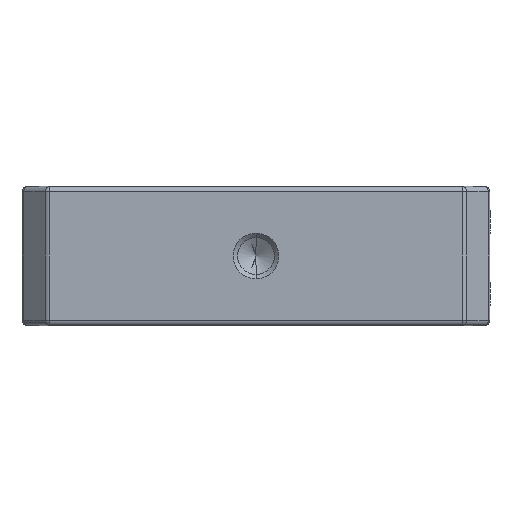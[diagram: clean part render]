
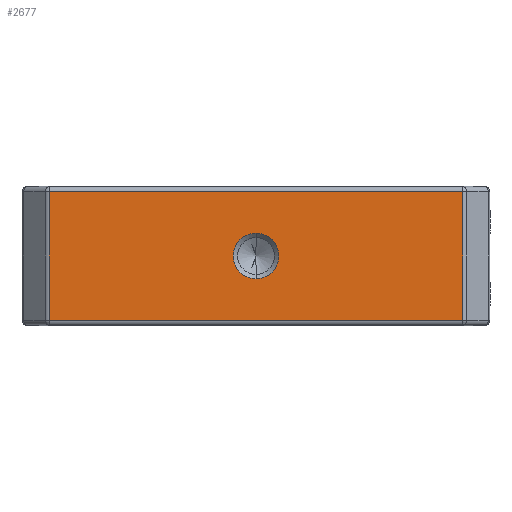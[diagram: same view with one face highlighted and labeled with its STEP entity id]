
A CAD part, front view. The second image highlights one B-rep face of the part: STEP entity #2677.
In plain terms, the highlighted planar face has unit normal (0, -1, 0).
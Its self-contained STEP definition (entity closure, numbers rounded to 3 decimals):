
#616 = VECTOR ( 'NONE', #12547, 1000. ) ;
#1874 = CARTESIAN_POINT ( 'NONE',  ( 14.643, -20.378, -5.75 ) ) ;
#2677 = ADVANCED_FACE ( 'NONE', ( #23071, #5061 ), #9350, .F. ) ;
#3579 = LINE ( 'NONE', #1874, #18742 ) ;
#3604 = CIRCLE ( 'NONE', #16014, 2.05 ) ;
#4035 = DIRECTION ( 'NONE',  ( -1., 0., 0. ) ) ;
#4062 = EDGE_LOOP ( 'NONE', ( #10388, #24190 ) ) ;
#4074 = EDGE_CURVE ( 'NONE', #18573, #17461, #24445, .T. ) ;
#4186 = DIRECTION ( 'NONE',  ( 0., 0., 1. ) ) ;
#4251 = EDGE_CURVE ( 'NONE', #14340, #12060, #5602, .T. ) ;
#4504 = EDGE_CURVE ( 'NONE', #20631, #18573, #19586, .T. ) ;
#5061 = FACE_OUTER_BOUND ( 'NONE', #9363, .T. ) ;
#5602 = CIRCLE ( 'NONE', #21320, 2.05 ) ;
#5877 = LINE ( 'NONE', #14321, #12227 ) ;
#7487 = DIRECTION ( 'NONE',  ( -1., 0., 0. ) ) ;
#8784 = ORIENTED_EDGE ( 'NONE', *, *, #12550, .T. ) ;
#9202 = EDGE_CURVE ( 'NONE', #12060, #14340, #3604, .T. ) ;
#9350 = PLANE ( 'NONE',  #19632 ) ;
#9363 = EDGE_LOOP ( 'NONE', ( #13159, #15701, #8784, #16214 ) ) ;
#10388 = ORIENTED_EDGE ( 'NONE', *, *, #4251, .T. ) ;
#12004 = CARTESIAN_POINT ( 'NONE',  ( 14.436, -20.378, -5.75 ) ) ;
#12060 = VERTEX_POINT ( 'NONE', #25332 ) ;
#12227 = VECTOR ( 'NONE', #4186, 1000. ) ;
#12547 = DIRECTION ( 'NONE',  ( 0., 0., -1. ) ) ;
#12550 = EDGE_CURVE ( 'NONE', #17461, #14409, #3579, .T. ) ;
#13159 = ORIENTED_EDGE ( 'NONE', *, *, #4504, .T. ) ;
#13320 = CARTESIAN_POINT ( 'NONE',  ( -4.107, -20.378, 0. ) ) ;
#13426 = DIRECTION ( 'NONE',  ( 1., 0., 0. ) ) ;
#13639 = CARTESIAN_POINT ( 'NONE',  ( -22.65, -20.378, 5.75 ) ) ;
#14321 = CARTESIAN_POINT ( 'NONE',  ( 14.436, -20.378, 6.25 ) ) ;
#14340 = VERTEX_POINT ( 'NONE', #23150 ) ;
#14409 = VERTEX_POINT ( 'NONE', #12004 ) ;
#15379 = DIRECTION ( 'NONE',  ( -1., 0., 0. ) ) ;
#15701 = ORIENTED_EDGE ( 'NONE', *, *, #4074, .T. ) ;
#16014 = AXIS2_PLACEMENT_3D ( 'NONE', #13320, #19516, #15379 ) ;
#16214 = ORIENTED_EDGE ( 'NONE', *, *, #24035, .T. ) ;
#17461 = VERTEX_POINT ( 'NONE', #17865 ) ;
#17616 = VECTOR ( 'NONE', #4035, 1000. ) ;
#17865 = CARTESIAN_POINT ( 'NONE',  ( -22.65, -20.378, -5.75 ) ) ;
#18573 = VERTEX_POINT ( 'NONE', #13639 ) ;
#18742 = VECTOR ( 'NONE', #13426, 1000. ) ;
#19075 = DIRECTION ( 'NONE',  ( 0., 1., 0. ) ) ;
#19150 = CARTESIAN_POINT ( 'NONE',  ( -4.107, -20.378, 0. ) ) ;
#19463 = CARTESIAN_POINT ( 'NONE',  ( 14.643, -20.378, 5.75 ) ) ;
#19516 = DIRECTION ( 'NONE',  ( 0., 1., 0. ) ) ;
#19586 = LINE ( 'NONE', #19463, #17616 ) ;
#19632 = AXIS2_PLACEMENT_3D ( 'NONE', #23191, #19075, #22933 ) ;
#20631 = VERTEX_POINT ( 'NONE', #24295 ) ;
#20694 = CARTESIAN_POINT ( 'NONE',  ( -22.65, -20.378, 6.25 ) ) ;
#21320 = AXIS2_PLACEMENT_3D ( 'NONE', #19150, #23151, #7487 ) ;
#22933 = DIRECTION ( 'NONE',  ( 1., 0., 0. ) ) ;
#23071 = FACE_BOUND ( 'NONE', #4062, .T. ) ;
#23150 = CARTESIAN_POINT ( 'NONE',  ( -4.107, -20.378, -2.05 ) ) ;
#23151 = DIRECTION ( 'NONE',  ( 0., 1., 0. ) ) ;
#23191 = CARTESIAN_POINT ( 'NONE',  ( 14.643, -20.378, 6.25 ) ) ;
#24035 = EDGE_CURVE ( 'NONE', #14409, #20631, #5877, .T. ) ;
#24190 = ORIENTED_EDGE ( 'NONE', *, *, #9202, .T. ) ;
#24295 = CARTESIAN_POINT ( 'NONE',  ( 14.436, -20.378, 5.75 ) ) ;
#24445 = LINE ( 'NONE', #20694, #616 ) ;
#25332 = CARTESIAN_POINT ( 'NONE',  ( -4.107, -20.378, 2.05 ) ) ;
